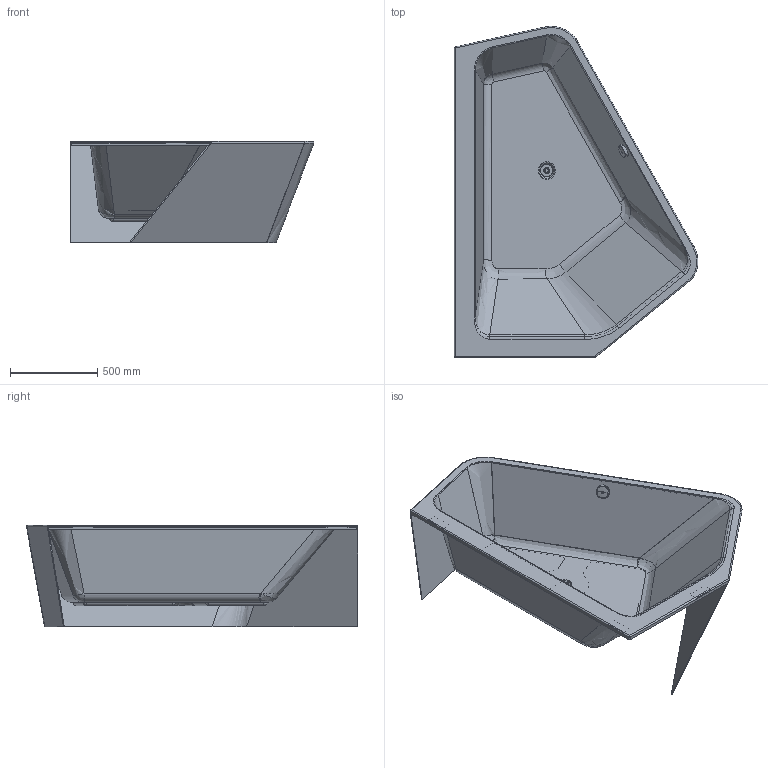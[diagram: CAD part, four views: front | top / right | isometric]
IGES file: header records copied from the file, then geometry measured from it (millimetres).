
Global section: file name: No Iges File Name specified; native system: Autodesk Inventor 2011; preprocessor: AutoDesk Inventor Iges Exporter R2011; author: Administrator; date: 20150529.083718; units: millimetre
Bounding box: 1399.72 x 1899.64 x 580 mm (x, y, z)
Volume: 36598589.2 mm3; surface area: 10162134 mm2
Topology: 3 solids, 3 shells, 319 faces, 827 edges, 504 vertices
Faces by surface type: plane 142, bspline 90, revolution 56, cylinder 24, cone 4, torus 2, sphere 1
Full cylindrical faces by diameter (mm): 9.2 x1, 13 x1, 14.5 x1, 24 x1, 32 x2, 72 x1
